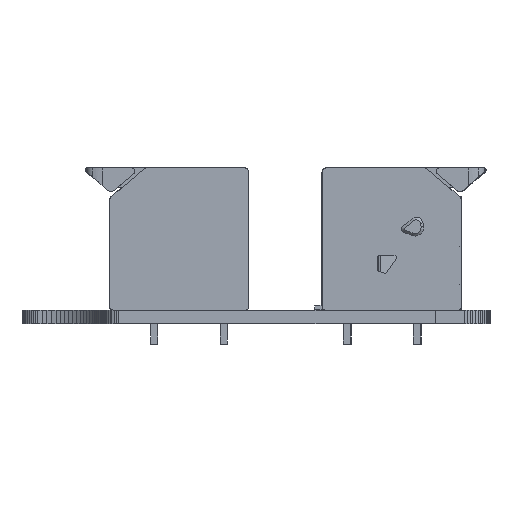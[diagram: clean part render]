
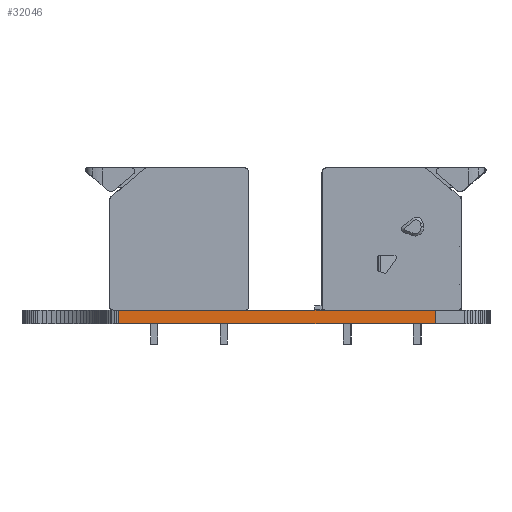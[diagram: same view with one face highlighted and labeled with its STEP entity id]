
A CAD part, front view. The second image highlights one B-rep face of the part: STEP entity #32046.
In plain terms, the highlighted planar face has unit normal (0, -1, 0).
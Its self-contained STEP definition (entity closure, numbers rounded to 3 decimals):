
#20829 = PLANE('',#20830);
#20830 = AXIS2_PLACEMENT_3D('',#20831,#20832,#20833);
#20831 = CARTESIAN_POINT('',(44.832,-66.905,1.58));
#20832 = DIRECTION('',(-0.,-0.,-1.));
#20833 = DIRECTION('',(-1.,0.,0.));
#20883 = PLANE('',#20884);
#20884 = AXIS2_PLACEMENT_3D('',#20885,#20886,#20887);
#20885 = CARTESIAN_POINT('',(44.832,-66.905,0.));
#20886 = DIRECTION('',(-0.,-0.,-1.));
#20887 = DIRECTION('',(-1.,0.,0.));
#21860 = VERTEX_POINT('',#21861);
#21861 = CARTESIAN_POINT('',(65.419,-135.8,0.));
#21875 = PLANE('',#21876);
#21876 = AXIS2_PLACEMENT_3D('',#21877,#21878,#21879);
#21877 = CARTESIAN_POINT('',(65.419,-134.006,0.));
#21878 = DIRECTION('',(1.,0.,-0.));
#21879 = DIRECTION('',(0.,-1.,0.));
#21887 = EDGE_CURVE('',#21860,#21888,#21890,.T.);
#21888 = VERTEX_POINT('',#21889);
#21889 = CARTESIAN_POINT('',(28.185,-135.8,0.));
#21890 = SURFACE_CURVE('',#21891,(#21895,#21902),.PCURVE_S1.);
#21891 = LINE('',#21892,#21893);
#21892 = CARTESIAN_POINT('',(65.419,-135.8,0.));
#21893 = VECTOR('',#21894,1.);
#21894 = DIRECTION('',(-1.,0.,0.));
#21895 = PCURVE('',#20883,#21896);
#21896 = DEFINITIONAL_REPRESENTATION('',(#21897),#21901);
#21897 = LINE('',#21898,#21899);
#21898 = CARTESIAN_POINT('',(-20.588,-68.895));
#21899 = VECTOR('',#21900,1.);
#21900 = DIRECTION('',(1.,0.));
#21901 = ( GEOMETRIC_REPRESENTATION_CONTEXT(2) 
PARAMETRIC_REPRESENTATION_CONTEXT() REPRESENTATION_CONTEXT('2D SPACE',''
  ) );
#21902 = PCURVE('',#21903,#21908);
#21903 = PLANE('',#21904);
#21904 = AXIS2_PLACEMENT_3D('',#21905,#21906,#21907);
#21905 = CARTESIAN_POINT('',(65.419,-135.8,0.));
#21906 = DIRECTION('',(0.,-1.,0.));
#21907 = DIRECTION('',(-1.,0.,0.));
#21908 = DEFINITIONAL_REPRESENTATION('',(#21909),#21913);
#21909 = LINE('',#21910,#21911);
#21910 = CARTESIAN_POINT('',(0.,-0.));
#21911 = VECTOR('',#21912,1.);
#21912 = DIRECTION('',(1.,0.));
#21913 = ( GEOMETRIC_REPRESENTATION_CONTEXT(2) 
PARAMETRIC_REPRESENTATION_CONTEXT() REPRESENTATION_CONTEXT('2D SPACE',''
  ) );
#21931 = PLANE('',#21932);
#21932 = AXIS2_PLACEMENT_3D('',#21933,#21934,#21935);
#21933 = CARTESIAN_POINT('',(28.185,-135.8,0.));
#21934 = DIRECTION('',(-0.071,-0.997,0.));
#21935 = DIRECTION('',(-0.997,0.071,0.));
#26824 = VERTEX_POINT('',#26825);
#26825 = CARTESIAN_POINT('',(65.419,-135.8,1.58));
#26846 = EDGE_CURVE('',#26824,#26847,#26849,.T.);
#26847 = VERTEX_POINT('',#26848);
#26848 = CARTESIAN_POINT('',(28.185,-135.8,1.58));
#26849 = SURFACE_CURVE('',#26850,(#26854,#26861),.PCURVE_S1.);
#26850 = LINE('',#26851,#26852);
#26851 = CARTESIAN_POINT('',(65.419,-135.8,1.58));
#26852 = VECTOR('',#26853,1.);
#26853 = DIRECTION('',(-1.,0.,0.));
#26854 = PCURVE('',#20829,#26855);
#26855 = DEFINITIONAL_REPRESENTATION('',(#26856),#26860);
#26856 = LINE('',#26857,#26858);
#26857 = CARTESIAN_POINT('',(-20.588,-68.895));
#26858 = VECTOR('',#26859,1.);
#26859 = DIRECTION('',(1.,0.));
#26860 = ( GEOMETRIC_REPRESENTATION_CONTEXT(2) 
PARAMETRIC_REPRESENTATION_CONTEXT() REPRESENTATION_CONTEXT('2D SPACE',''
  ) );
#26861 = PCURVE('',#21903,#26862);
#26862 = DEFINITIONAL_REPRESENTATION('',(#26863),#26867);
#26863 = LINE('',#26864,#26865);
#26864 = CARTESIAN_POINT('',(0.,-1.58));
#26865 = VECTOR('',#26866,1.);
#26866 = DIRECTION('',(1.,0.));
#26867 = ( GEOMETRIC_REPRESENTATION_CONTEXT(2) 
PARAMETRIC_REPRESENTATION_CONTEXT() REPRESENTATION_CONTEXT('2D SPACE',''
  ) );
#31998 = EDGE_CURVE('',#21860,#26824,#31999,.T.);
#31999 = SURFACE_CURVE('',#32000,(#32004,#32011),.PCURVE_S1.);
#32000 = LINE('',#32001,#32002);
#32001 = CARTESIAN_POINT('',(65.419,-135.8,0.));
#32002 = VECTOR('',#32003,1.);
#32003 = DIRECTION('',(0.,0.,1.));
#32004 = PCURVE('',#21875,#32005);
#32005 = DEFINITIONAL_REPRESENTATION('',(#32006),#32010);
#32006 = LINE('',#32007,#32008);
#32007 = CARTESIAN_POINT('',(1.795,0.));
#32008 = VECTOR('',#32009,1.);
#32009 = DIRECTION('',(0.,-1.));
#32010 = ( GEOMETRIC_REPRESENTATION_CONTEXT(2) 
PARAMETRIC_REPRESENTATION_CONTEXT() REPRESENTATION_CONTEXT('2D SPACE',''
  ) );
#32011 = PCURVE('',#21903,#32012);
#32012 = DEFINITIONAL_REPRESENTATION('',(#32013),#32017);
#32013 = LINE('',#32014,#32015);
#32014 = CARTESIAN_POINT('',(0.,-0.));
#32015 = VECTOR('',#32016,1.);
#32016 = DIRECTION('',(0.,-1.));
#32017 = ( GEOMETRIC_REPRESENTATION_CONTEXT(2) 
PARAMETRIC_REPRESENTATION_CONTEXT() REPRESENTATION_CONTEXT('2D SPACE',''
  ) );
#32046 = ADVANCED_FACE('',(#32047),#21903,.T.);
#32047 = FACE_BOUND('',#32048,.T.);
#32048 = EDGE_LOOP('',(#32049,#32050,#32051,#32072));
#32049 = ORIENTED_EDGE('',*,*,#31998,.T.);
#32050 = ORIENTED_EDGE('',*,*,#26846,.T.);
#32051 = ORIENTED_EDGE('',*,*,#32052,.F.);
#32052 = EDGE_CURVE('',#21888,#26847,#32053,.T.);
#32053 = SURFACE_CURVE('',#32054,(#32058,#32065),.PCURVE_S1.);
#32054 = LINE('',#32055,#32056);
#32055 = CARTESIAN_POINT('',(28.185,-135.8,0.));
#32056 = VECTOR('',#32057,1.);
#32057 = DIRECTION('',(0.,0.,1.));
#32058 = PCURVE('',#21903,#32059);
#32059 = DEFINITIONAL_REPRESENTATION('',(#32060),#32064);
#32060 = LINE('',#32061,#32062);
#32061 = CARTESIAN_POINT('',(37.235,0.));
#32062 = VECTOR('',#32063,1.);
#32063 = DIRECTION('',(0.,-1.));
#32064 = ( GEOMETRIC_REPRESENTATION_CONTEXT(2) 
PARAMETRIC_REPRESENTATION_CONTEXT() REPRESENTATION_CONTEXT('2D SPACE',''
  ) );
#32065 = PCURVE('',#21931,#32066);
#32066 = DEFINITIONAL_REPRESENTATION('',(#32067),#32071);
#32067 = LINE('',#32068,#32069);
#32068 = CARTESIAN_POINT('',(0.,0.));
#32069 = VECTOR('',#32070,1.);
#32070 = DIRECTION('',(0.,-1.));
#32071 = ( GEOMETRIC_REPRESENTATION_CONTEXT(2) 
PARAMETRIC_REPRESENTATION_CONTEXT() REPRESENTATION_CONTEXT('2D SPACE',''
  ) );
#32072 = ORIENTED_EDGE('',*,*,#21887,.F.);
